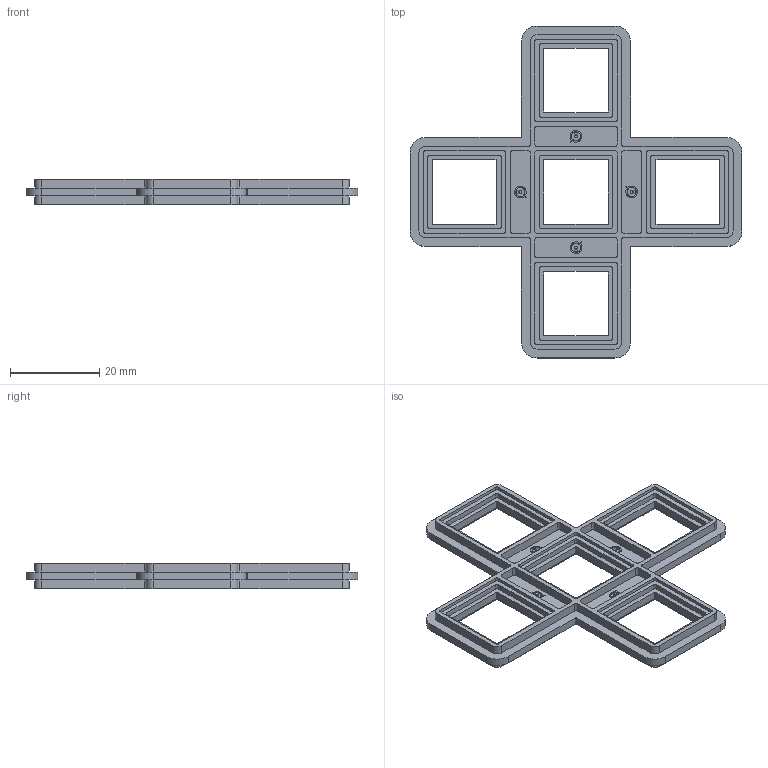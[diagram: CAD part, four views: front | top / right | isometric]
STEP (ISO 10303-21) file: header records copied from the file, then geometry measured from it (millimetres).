
FILE_DESCRIPTION (( 'STEP AP214' ), '1' );
FILE_NAME ('750-0999-128 Rev1.STEP', '2022-10-26T23:52:27', ( '' ), ( '' ), 'SwSTEP 2.0', 'SolidWorks 2021', '' );
FILE_SCHEMA (( 'AUTOMOTIVE_DESIGN' ));
Length unit declared in the file: millimetre
Products named in the file (1): 750-0999-128 Rev1
Bounding box: 74.5 x 74.5 x 5.75 mm (x, y, z)
Volume: 6036.3 mm3; surface area: 8165.2 mm2
Topology: 1 solids, 1 shells, 1616 faces, 4656 edges, 3104 vertices
Faces by surface type: plane 1448, cylinder 168
Entity records: 52250 total; most frequent: CARTESIAN_POINT 9377, ORIENTED_EDGE 9312, DIRECTION 8226, EDGE_CURVE 4656, VECTOR 4320, LINE 4320, VERTEX_POINT 3104, AXIS2_PLACEMENT_3D 1953
